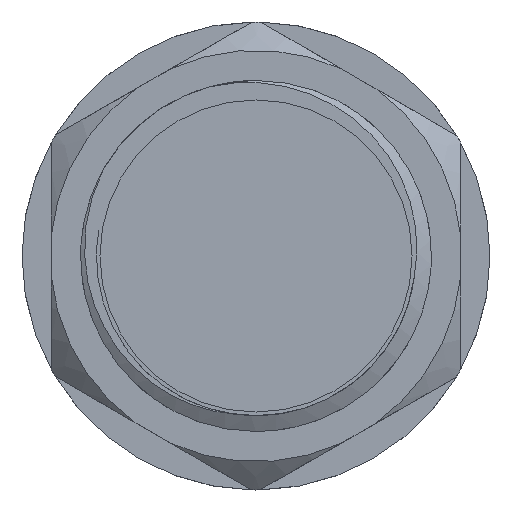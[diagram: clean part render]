
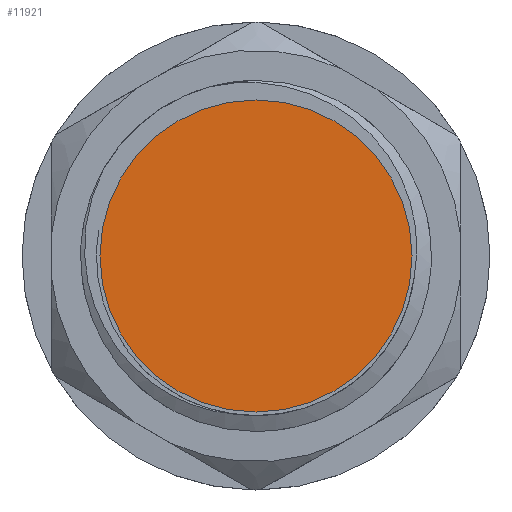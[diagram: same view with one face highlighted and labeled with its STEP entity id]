
A CAD part, left-side view. The second image highlights one B-rep face of the part: STEP entity #11921.
In plain terms, the highlighted planar face has unit normal (-1, 0, 0).
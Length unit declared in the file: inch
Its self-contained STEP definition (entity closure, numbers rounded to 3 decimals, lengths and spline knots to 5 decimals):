
#52 = PLANE ( 'NONE',  #10326 ) ;
#162 = ORIENTED_EDGE ( 'NONE', *, *, #9087, .F. ) ;
#290 = DIRECTION ( 'NONE',  ( 0., 0., -1. ) ) ;
#500 = AXIS2_PLACEMENT_3D ( 'NONE', #6897, #1340, #290 ) ;
#739 = CIRCLE ( 'NONE', #2295, 0.31496 ) ;
#980 = ORIENTED_EDGE ( 'NONE', *, *, #3896, .F. ) ;
#1340 = DIRECTION ( 'NONE',  ( 1., 0., 0. ) ) ;
#1481 = CARTESIAN_POINT ( 'NONE',  ( -9.82907, 0., 0.7833 ) ) ;
#2295 = AXIS2_PLACEMENT_3D ( 'NONE', #1481, #8097, #7166 ) ;
#2806 = DIRECTION ( 'NONE',  ( 1., 0., 0. ) ) ;
#2986 = CARTESIAN_POINT ( 'NONE',  ( -9.82907, 0., 0.7833 ) ) ;
#3896 = EDGE_CURVE ( 'NONE', #7844, #10890, #739, .T. ) ;
#5386 = CARTESIAN_POINT ( 'NONE',  ( -9.82907, 0., 0.46834 ) ) ;
#5740 = DIRECTION ( 'NONE',  ( 0., 0., -1. ) ) ;
#6047 = CARTESIAN_POINT ( 'NONE',  ( -9.82907, 0., 1.09826 ) ) ;
#6897 = CARTESIAN_POINT ( 'NONE',  ( -9.82907, 0., 0.7833 ) ) ;
#7166 = DIRECTION ( 'NONE',  ( 0., 0., -1. ) ) ;
#7844 = VERTEX_POINT ( 'NONE', #6047 ) ;
#8097 = DIRECTION ( 'NONE',  ( 1., 0., 0. ) ) ;
#8509 = CIRCLE ( 'NONE', #500, 0.31496 ) ;
#9087 = EDGE_CURVE ( 'NONE', #10890, #7844, #8509, .T. ) ;
#10326 = AXIS2_PLACEMENT_3D ( 'NONE', #2986, #2806, #5740 ) ;
#10890 = VERTEX_POINT ( 'NONE', #5386 ) ;
#11002 = EDGE_LOOP ( 'NONE', ( #162, #980 ) ) ;
#11360 = FACE_OUTER_BOUND ( 'NONE', #11002, .T. ) ;
#11921 = ADVANCED_FACE ( 'NONE', ( #11360 ), #52, .F. ) ;
